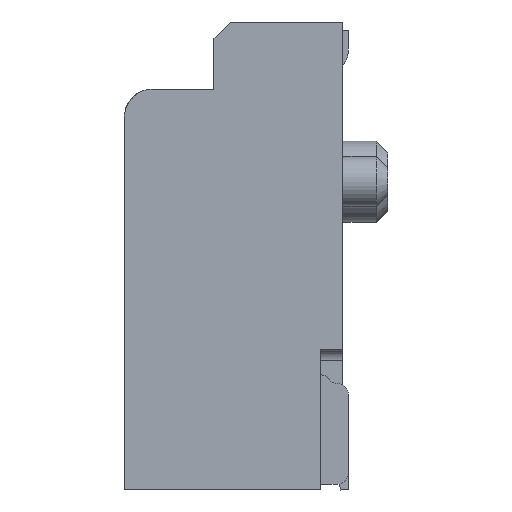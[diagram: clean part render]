
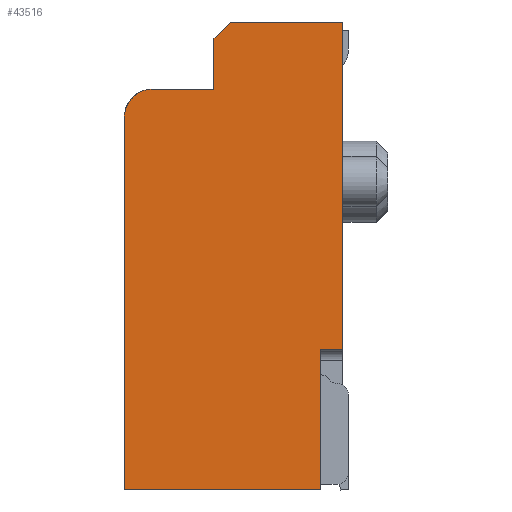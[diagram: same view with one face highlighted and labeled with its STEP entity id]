
A CAD part, left-side view. The second image highlights one B-rep face of the part: STEP entity #43516.
In plain terms, the highlighted planar face has unit normal (-1, 0, 0).
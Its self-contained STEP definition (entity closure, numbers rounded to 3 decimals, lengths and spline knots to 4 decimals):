
#29 = LINE ( 'NONE', #18379, #5640 ) ;
#1305 = EDGE_CURVE ( 'NONE', #46892, #46894, #15948, .T. ) ;
#1400 = EDGE_CURVE ( 'NONE', #3357, #3358, #29, .T. ) ;
#1537 = EDGE_CURVE ( 'NONE', #46894, #5349, #18716, .T. ) ;
#1553 = EDGE_CURVE ( 'NONE', #46892, #3358, #18748, .T. ) ;
#1556 = EDGE_CURVE ( 'NONE', #5426, #39795, #18743, .T. ) ;
#1557 = EDGE_CURVE ( 'NONE', #5426, #5344, #18753, .T. ) ;
#2248 = ORIENTED_EDGE ( 'NONE', *, *, #1557, .T. ) ;
#2249 = ORIENTED_EDGE ( 'NONE', *, *, #17539, .F. ) ;
#2250 = ORIENTED_EDGE ( 'NONE', *, *, #17546, .F. ) ;
#2251 = ORIENTED_EDGE ( 'NONE', *, *, #17544, .T. ) ;
#2252 = ORIENTED_EDGE ( 'NONE', *, *, #1537, .F. ) ;
#2253 = ORIENTED_EDGE ( 'NONE', *, *, #1305, .F. ) ;
#2254 = ORIENTED_EDGE ( 'NONE', *, *, #1553, .T. ) ;
#2255 = ORIENTED_EDGE ( 'NONE', *, *, #1400, .F. ) ;
#2256 = ORIENTED_EDGE ( 'NONE', *, *, #17514, .F. ) ;
#2257 = ORIENTED_EDGE ( 'NONE', *, *, #1556, .F. ) ;
#3357 = VERTEX_POINT ( 'NONE', #20312 ) ;
#3358 = VERTEX_POINT ( 'NONE', #20313 ) ;
#5343 = VERTEX_POINT ( 'NONE', #23593 ) ;
#5344 = VERTEX_POINT ( 'NONE', #23594 ) ;
#5347 = VERTEX_POINT ( 'NONE', #23597 ) ;
#5349 = VERTEX_POINT ( 'NONE', #23599 ) ;
#5426 = VERTEX_POINT ( 'NONE', #23676 ) ;
#5640 = VECTOR ( 'NONE', #18380, 1000. ) ;
#14532 = AXIS2_PLACEMENT_3D ( 'NONE', #20001, #20005, #20006 ) ;
#15948 = LINE ( 'NONE', #18181, #15952 ) ;
#15952 = VECTOR ( 'NONE', #18185, 1000. ) ;
#17514 = EDGE_CURVE ( 'NONE', #39795, #3357, #43876, .T. ) ;
#17539 = EDGE_CURVE ( 'NONE', #5343, #5344, #43957, .T. ) ;
#17544 = EDGE_CURVE ( 'NONE', #5347, #5349, #43965, .T. ) ;
#17546 = EDGE_CURVE ( 'NONE', #5347, #5343, #43980, .T. ) ;
#18181 = CARTESIAN_POINT ( 'NONE',  ( -10.925, -0.45, 3.4 ) ) ;
#18185 = DIRECTION ( 'NONE',  ( 0., -1., 0. ) ) ;
#18379 = CARTESIAN_POINT ( 'NONE',  ( -10.925, 1.15, 3.4 ) ) ;
#18380 = DIRECTION ( 'NONE',  ( 0., 0., 1. ) ) ;
#18716 = LINE ( 'NONE', #19970, #18717 ) ;
#18717 = VECTOR ( 'NONE', #19971, 1000. ) ;
#18743 = LINE ( 'NONE', #20007, #18751 ) ;
#18748 = CIRCLE ( 'NONE', #14532, 0.5 ) ;
#18751 = VECTOR ( 'NONE', #20012, 1000. ) ;
#18753 = LINE ( 'NONE', #20013, #18754 ) ;
#18754 = VECTOR ( 'NONE', #20014, 1000. ) ;
#19970 = CARTESIAN_POINT ( 'NONE',  ( -10.925, -0.45, 4.6 ) ) ;
#19971 = DIRECTION ( 'NONE',  ( 0., 0., 1. ) ) ;
#20001 = CARTESIAN_POINT ( 'NONE',  ( -10.925, 0.65, 2.9 ) ) ;
#20005 = DIRECTION ( 'NONE',  ( -1., 0., 0. ) ) ;
#20006 = DIRECTION ( 'NONE',  ( 0., 0., 1. ) ) ;
#20007 = CARTESIAN_POINT ( 'NONE',  ( -10.925, -2.35, -1.25 ) ) ;
#20012 = DIRECTION ( 'NONE',  ( 0., 0., -1. ) ) ;
#20013 = CARTESIAN_POINT ( 'NONE',  ( -10.925, -2.35, -1.25 ) ) ;
#20014 = DIRECTION ( 'NONE',  ( 0., -1., 0. ) ) ;
#20312 = CARTESIAN_POINT ( 'NONE',  ( -10.925, 1.15, -3.75 ) ) ;
#20313 = CARTESIAN_POINT ( 'NONE',  ( -10.925, 1.15, 2.9 ) ) ;
#23593 = CARTESIAN_POINT ( 'NONE',  ( -10.925, -2.75, 4.6 ) ) ;
#23594 = CARTESIAN_POINT ( 'NONE',  ( -10.925, -2.75, -1.25 ) ) ;
#23597 = CARTESIAN_POINT ( 'NONE',  ( -10.925, -0.75, 4.6 ) ) ;
#23599 = CARTESIAN_POINT ( 'NONE',  ( -10.925, -0.45, 4.3 ) ) ;
#23676 = CARTESIAN_POINT ( 'NONE',  ( -10.925, -2.35, -1.25 ) ) ;
#38541 = EDGE_LOOP ( 'NONE', ( #2248, #2249, #2250, #2251, #2252, #2253, #2254, #2255, #2256, #2257 ) ) ;
#39795 = VERTEX_POINT ( 'NONE', #47155 ) ;
#43516 = ADVANCED_FACE ( 'NONE', ( #49799 ), #51332, .T. ) ;
#43876 = LINE ( 'NONE', #45429, #43877 ) ;
#43877 = VECTOR ( 'NONE', #45431, 1000. ) ;
#43948 = VECTOR ( 'NONE', #45581, 1000. ) ;
#43957 = LINE ( 'NONE', #45552, #43959 ) ;
#43959 = VECTOR ( 'NONE', #45554, 1000. ) ;
#43965 = LINE ( 'NONE', #45580, #43948 ) ;
#43980 = LINE ( 'NONE', #45589, #43981 ) ;
#43981 = VECTOR ( 'NONE', #45590, 1000. ) ;
#45429 = CARTESIAN_POINT ( 'NONE',  ( -10.925, 1.15, -3.75 ) ) ;
#45431 = DIRECTION ( 'NONE',  ( 0., 1., 0. ) ) ;
#45552 = CARTESIAN_POINT ( 'NONE',  ( -10.925, -2.75, -3.75 ) ) ;
#45554 = DIRECTION ( 'NONE',  ( 0., 0., -1. ) ) ;
#45580 = CARTESIAN_POINT ( 'NONE',  ( -10.925, 0.8, 3.05 ) ) ;
#45581 = DIRECTION ( 'NONE',  ( 0., 0.707, -0.707 ) ) ;
#45589 = CARTESIAN_POINT ( 'NONE',  ( -10.925, -2.75, 4.6 ) ) ;
#45590 = DIRECTION ( 'NONE',  ( 0., -1., 0. ) ) ;
#46892 = VERTEX_POINT ( 'NONE', #57003 ) ;
#46894 = VERTEX_POINT ( 'NONE', #57004 ) ;
#47155 = CARTESIAN_POINT ( 'NONE',  ( -10.925, -2.35, -3.75 ) ) ;
#49799 = FACE_OUTER_BOUND ( 'NONE', #38541, .T. ) ;
#51325 = CARTESIAN_POINT ( 'NONE',  ( -10.925, 1.15, 3.4 ) ) ;
#51332 = PLANE ( 'NONE',  #51725 ) ;
#51337 = DIRECTION ( 'NONE',  ( -1., 0., 0. ) ) ;
#51338 = DIRECTION ( 'NONE',  ( 0., 0., 1. ) ) ;
#51725 = AXIS2_PLACEMENT_3D ( 'NONE', #51325, #51337, #51338 ) ;
#57003 = CARTESIAN_POINT ( 'NONE',  ( -10.925, 0.65, 3.4 ) ) ;
#57004 = CARTESIAN_POINT ( 'NONE',  ( -10.925, -0.45, 3.4 ) ) ;
